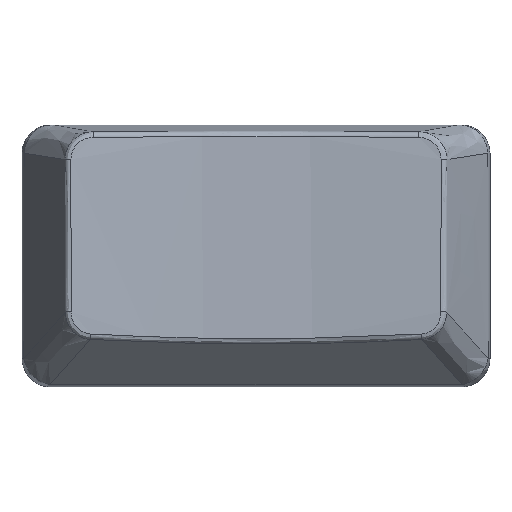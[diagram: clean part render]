
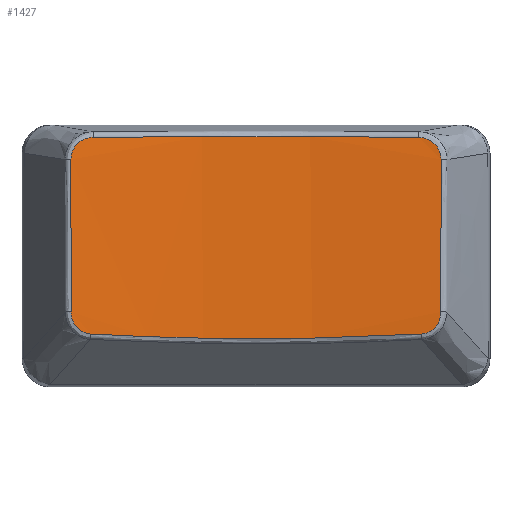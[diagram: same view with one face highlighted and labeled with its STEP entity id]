
A CAD part, top view. The second image highlights one B-rep face of the part: STEP entity #1427.
In plain terms, the highlighted free-form (B-spline) face has degree [1, 2] with [2, 3] control points.
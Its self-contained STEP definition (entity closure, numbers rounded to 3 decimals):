
#14=(
BOUNDED_SURFACE()
B_SPLINE_SURFACE(1,2,((#3724,#3725,#3726),(#3727,#3728,#3729)),
 .UNSPECIFIED.,.F.,.F.,.F.)
B_SPLINE_SURFACE_WITH_KNOTS((2,2),(3,3),(-0.001,0.136),
(-1.696,-1.445),.UNSPECIFIED.)
GEOMETRIC_REPRESENTATION_ITEM()
RATIONAL_B_SPLINE_SURFACE(((1.,0.992,1.),(1.,0.992,
1.)))
REPRESENTATION_ITEM('')
SURFACE()
);
#189=B_SPLINE_CURVE_WITH_KNOTS('',3,(#3457,#3458,#3459,#3460),
 .UNSPECIFIED.,.F.,.F.,(4,4),(-1.059,0.),.UNSPECIFIED.);
#190=B_SPLINE_CURVE_WITH_KNOTS('',3,(#3494,#3495,#3496,#3497,#3498,#3499),
 .UNSPECIFIED.,.F.,.F.,(4,1,1,4),(0.,0.066,0.131,
0.23),.UNSPECIFIED.);
#191=B_SPLINE_CURVE_WITH_KNOTS('',3,(#3522,#3523,#3524,#3525),
 .UNSPECIFIED.,.F.,.F.,(4,4),(0.,2.302),.UNSPECIFIED.);
#193=B_SPLINE_CURVE_WITH_KNOTS('',3,(#3565,#3566,#3567,#3568,#3569,#3570),
 .UNSPECIFIED.,.F.,.F.,(4,1,1,4),(0.,0.098,0.164,
0.23),.UNSPECIFIED.);
#194=B_SPLINE_CURVE_WITH_KNOTS('',3,(#3594,#3595,#3596,#3597),
 .UNSPECIFIED.,.F.,.F.,(4,4),(-1.059,0.),
 .UNSPECIFIED.);
#197=B_SPLINE_CURVE_WITH_KNOTS('',3,(#3635,#3636,#3637,#3638,#3639),
 .UNSPECIFIED.,.F.,.F.,(4,1,4),(0.,0.141,0.247),
 .UNSPECIFIED.);
#199=B_SPLINE_CURVE_WITH_KNOTS('',3,(#3666,#3667,#3668,#3669),
 .UNSPECIFIED.,.F.,.F.,(4,4),(0.,2.264),.UNSPECIFIED.);
#200=B_SPLINE_CURVE_WITH_KNOTS('',3,(#3695,#3696,#3697,#3698,#3699),
 .UNSPECIFIED.,.F.,.F.,(4,1,4),(0.,0.106,0.247),
 .UNSPECIFIED.);
#402=FACE_OUTER_BOUND('',#494,.T.);
#494=EDGE_LOOP('',(#1262,#1263,#1264,#1265,#1266,#1267,#1268,#1269));
#658=VERTEX_POINT('',#3454);
#659=VERTEX_POINT('',#3456);
#660=VERTEX_POINT('',#3492);
#661=VERTEX_POINT('',#3520);
#663=VERTEX_POINT('',#3563);
#665=VERTEX_POINT('',#3592);
#667=VERTEX_POINT('',#3633);
#668=VERTEX_POINT('',#3664);
#859=EDGE_CURVE('',#658,#659,#189,.T.);
#862=EDGE_CURVE('',#660,#658,#190,.T.);
#864=EDGE_CURVE('',#661,#660,#191,.T.);
#867=EDGE_CURVE('',#663,#661,#193,.T.);
#869=EDGE_CURVE('',#665,#663,#194,.T.);
#873=EDGE_CURVE('',#667,#665,#197,.T.);
#876=EDGE_CURVE('',#668,#667,#199,.T.);
#877=EDGE_CURVE('',#659,#668,#200,.T.);
#1262=ORIENTED_EDGE('',*,*,#859,.F.);
#1263=ORIENTED_EDGE('',*,*,#862,.F.);
#1264=ORIENTED_EDGE('',*,*,#864,.F.);
#1265=ORIENTED_EDGE('',*,*,#867,.F.);
#1266=ORIENTED_EDGE('',*,*,#869,.F.);
#1267=ORIENTED_EDGE('',*,*,#873,.F.);
#1268=ORIENTED_EDGE('',*,*,#876,.F.);
#1269=ORIENTED_EDGE('',*,*,#877,.F.);
#1427=ADVANCED_FACE('',(#402),#14,.T.);
#3454=CARTESIAN_POINT('',(-12.82,-3.888,6.726));
#3456=CARTESIAN_POINT('',(-12.833,6.687,6.173));
#3457=CARTESIAN_POINT('Ctrl Pts',(-12.82,-3.888,6.726));
#3458=CARTESIAN_POINT('Ctrl Pts',(-12.824,-0.363,6.541));
#3459=CARTESIAN_POINT('Ctrl Pts',(-12.828,3.162,6.357));
#3460=CARTESIAN_POINT('Ctrl Pts',(-12.833,6.687,6.173));
#3492=CARTESIAN_POINT('',(-11.438,-5.424,6.643));
#3494=CARTESIAN_POINT('Ctrl Pts',(-11.438,-5.424,6.643));
#3495=CARTESIAN_POINT('Ctrl Pts',(-11.654,-5.412,6.666));
#3496=CARTESIAN_POINT('Ctrl Pts',(-12.083,-5.295,6.709));
#3497=CARTESIAN_POINT('Ctrl Pts',(-12.664,-4.767,6.752));
#3498=CARTESIAN_POINT('Ctrl Pts',(-12.82,-4.215,6.743));
#3499=CARTESIAN_POINT('Ctrl Pts',(-12.82,-3.888,6.726));
#3520=CARTESIAN_POINT('',(11.438,-5.424,6.643));
#3522=CARTESIAN_POINT('Ctrl Pts',(11.438,-5.424,6.643));
#3523=CARTESIAN_POINT('Ctrl Pts',(3.85,-5.845,5.82));
#3524=CARTESIAN_POINT('Ctrl Pts',(-3.85,-5.845,5.82));
#3525=CARTESIAN_POINT('Ctrl Pts',(-11.438,-5.424,6.643));
#3563=CARTESIAN_POINT('',(12.82,-3.888,6.726));
#3565=CARTESIAN_POINT('Ctrl Pts',(12.82,-3.888,6.726));
#3566=CARTESIAN_POINT('Ctrl Pts',(12.82,-4.215,6.743));
#3567=CARTESIAN_POINT('Ctrl Pts',(12.664,-4.767,6.752));
#3568=CARTESIAN_POINT('Ctrl Pts',(12.083,-5.295,6.709));
#3569=CARTESIAN_POINT('Ctrl Pts',(11.654,-5.412,6.666));
#3570=CARTESIAN_POINT('Ctrl Pts',(11.438,-5.424,6.643));
#3592=CARTESIAN_POINT('',(12.833,6.687,6.173));
#3594=CARTESIAN_POINT('Ctrl Pts',(12.833,6.687,6.173));
#3595=CARTESIAN_POINT('Ctrl Pts',(12.828,3.162,6.357));
#3596=CARTESIAN_POINT('Ctrl Pts',(12.824,-0.363,6.541));
#3597=CARTESIAN_POINT('Ctrl Pts',(12.82,-3.888,6.726));
#3633=CARTESIAN_POINT('',(11.253,8.218,5.908));
#3635=CARTESIAN_POINT('Ctrl Pts',(11.253,8.218,5.908));
#3636=CARTESIAN_POINT('Ctrl Pts',(11.718,8.213,5.959));
#3637=CARTESIAN_POINT('Ctrl Pts',(12.533,7.859,6.073));
#3638=CARTESIAN_POINT('Ctrl Pts',(12.833,7.038,6.155));
#3639=CARTESIAN_POINT('Ctrl Pts',(12.833,6.687,6.173));
#3664=CARTESIAN_POINT('',(-11.253,8.218,5.908));
#3666=CARTESIAN_POINT('Ctrl Pts',(-11.253,8.218,5.908));
#3667=CARTESIAN_POINT('Ctrl Pts',(-3.781,8.29,5.086));
#3668=CARTESIAN_POINT('Ctrl Pts',(3.781,8.29,5.086));
#3669=CARTESIAN_POINT('Ctrl Pts',(11.253,8.218,5.908));
#3695=CARTESIAN_POINT('Ctrl Pts',(-12.833,6.687,6.173));
#3696=CARTESIAN_POINT('Ctrl Pts',(-12.833,7.038,6.155));
#3697=CARTESIAN_POINT('Ctrl Pts',(-12.533,7.859,6.073));
#3698=CARTESIAN_POINT('Ctrl Pts',(-11.718,8.213,5.959));
#3699=CARTESIAN_POINT('Ctrl Pts',(-11.253,8.218,5.908));
#3724=CARTESIAN_POINT('Ctrl Pts',(12.833,-5.713,6.823));
#3725=CARTESIAN_POINT('Ctrl Pts',(0.,-5.797,
5.222));
#3726=CARTESIAN_POINT('Ctrl Pts',(-12.833,-5.713,6.823));
#3727=CARTESIAN_POINT('Ctrl Pts',(12.833,8.342,6.086));
#3728=CARTESIAN_POINT('Ctrl Pts',(0.,8.259,
4.485));
#3729=CARTESIAN_POINT('Ctrl Pts',(-12.833,8.342,6.086));
